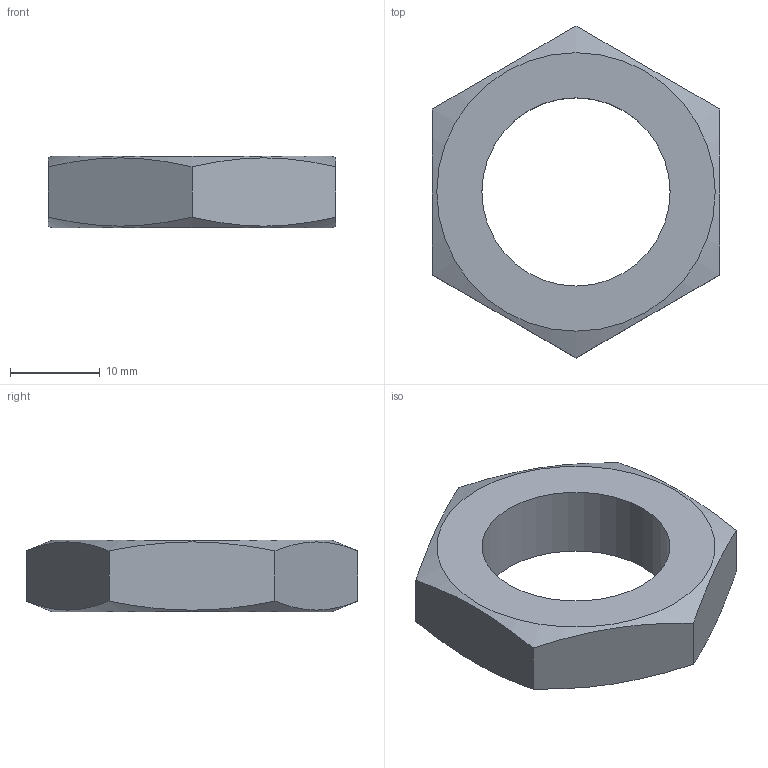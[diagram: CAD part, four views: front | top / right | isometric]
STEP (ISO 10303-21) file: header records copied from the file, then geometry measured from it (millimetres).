
FILE_DESCRIPTION((''),'2;1');
FILE_NAME('70601012X.stp','2010-09-10T12:53:32',('thilbrands'),(''),'Autodesk Inventor 2008','Autodesk Inventor 2008','');
FILE_SCHEMA(('AUTOMOTIVE_DESIGN { 1 0 10303 214 1 1 1 1 }'));
Length unit declared in the file: millimetre
Products named in the file (1): 70901012X
Bounding box: 32 x 36.95 x 8 mm (x, y, z)
Volume: 4242.9 mm3; surface area: 2398 mm2
Topology: 1 solids, 1 shells, 11 faces, 27 edges, 18 vertices
Faces by surface type: plane 8, bspline 1, cone 1, cylinder 1
Full cylindrical faces by diameter (mm): 20.955 x1
Entity records: 323 total; most frequent: CARTESIAN_POINT 91, ORIENTED_EDGE 44, DIRECTION 36, EDGE_CURVE 22, VERTEX_POINT 16, EDGE_LOOP 16, AXIS2_PLACEMENT_3D 15, FACE_OUTER_BOUND 11
